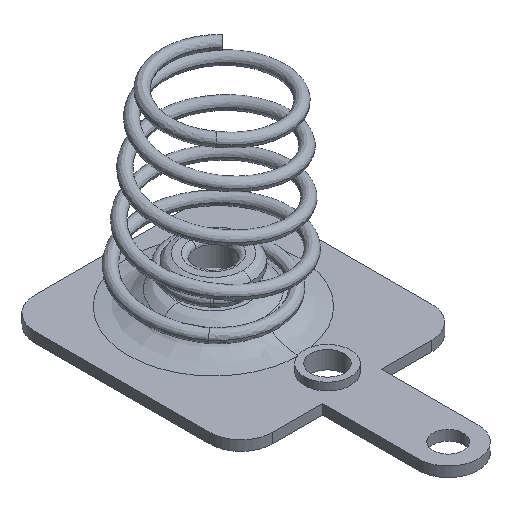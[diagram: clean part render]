
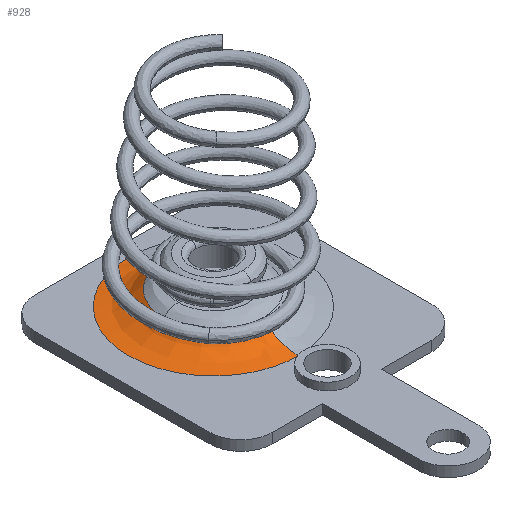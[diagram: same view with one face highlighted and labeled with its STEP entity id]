
A CAD part, isometric view. The second image highlights one B-rep face of the part: STEP entity #928.
In plain terms, the highlighted free-form (B-spline) face has degree [3, 3] with [4, 4] control points.
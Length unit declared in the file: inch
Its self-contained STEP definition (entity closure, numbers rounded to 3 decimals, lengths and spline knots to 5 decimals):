
#31 = CARTESIAN_POINT ( 'NONE',  ( -0.31968, -0.01423, -0.01435 ) ) ;
#77 = ORIENTED_EDGE ( 'NONE', *, *, #1565, .F. ) ;
#79 = CARTESIAN_POINT ( 'NONE',  ( -0.26582, 0.01258, -0.01435 ) ) ;
#97 = CARTESIAN_POINT ( 'NONE',  ( -0.2653, 0.29675, -0.01435 ) ) ;
#224 = CARTESIAN_POINT ( 'NONE',  ( 0.01861, 0.15414, 0.01548 ) ) ;
#322 = CARTESIAN_POINT ( 'NONE',  ( 0.01879, 0.25273, 0.01548 ) ) ;
#388 = CARTESIAN_POINT ( 'NONE',  ( -0.31906, 0.32375, -0.01435 ) ) ;
#465 = VERTEX_POINT ( 'NONE', #4414 ) ;
#474 = AXIS2_PLACEMENT_3D ( 'NONE', #224, #3347, #2363 ) ;
#651 = ORIENTED_EDGE ( 'NONE', *, *, #4064, .T. ) ;
#738 = DIRECTION ( 'NONE',  ( 0.002, 1., 0. ) ) ;
#749 = CARTESIAN_POINT ( 'NONE',  ( 0.0183, -0.01485, -0.01435 ) ) ;
#766 = CIRCLE ( 'NONE', #834, 0.098 ) ;
#773 = CARTESIAN_POINT ( 'NONE',  ( -0.17839, 0.25309, 0.01548 ) ) ;
#834 = AXIS2_PLACEMENT_3D ( 'NONE', #1267, #3678, #1693 ) ;
#837 = CARTESIAN_POINT ( 'NONE',  ( 0.01892, 0.32313, -0.01435 ) ) ;
#928 = ADVANCED_FACE ( 'NONE', ( #1798 ), #4134, .F. ) ;
#1048 = CARTESIAN_POINT ( 'NONE',  ( -0.21622, 0.03726, -0.00385 ) ) ;
#1059 = AXIS2_PLACEMENT_3D ( 'NONE', #4326, #2847, #3985 ) ;
#1095 = CARTESIAN_POINT ( 'NONE',  ( -0.21579, 0.27188, -0.00385 ) ) ;
#1104 = DIRECTION ( 'NONE',  ( -1., 0.002, 0. ) ) ;
#1164 = ORIENTED_EDGE ( 'NONE', *, *, #4087, .F. ) ;
#1176 = EDGE_CURVE ( 'NONE', #1881, #465, #2100, .T. ) ;
#1267 = CARTESIAN_POINT ( 'NONE',  ( 0.0183, -0.01485, 0.08365 ) ) ;
#1297 = EDGE_CURVE ( 'NONE', #2373, #2393, #1420, .T. ) ;
#1394 = ORIENTED_EDGE ( 'NONE', *, *, #1297, .F. ) ;
#1400 = EDGE_LOOP ( 'NONE', ( #77, #4156, #651, #1394, #1164 ) ) ;
#1412 = CARTESIAN_POINT ( 'NONE',  ( -0.17875, 0.05591, 0.01548 ) ) ;
#1420 = CIRCLE ( 'NONE', #1059, 0.09859 ) ;
#1565 = EDGE_CURVE ( 'NONE', #1881, #4466, #4178, .T. ) ;
#1693 = DIRECTION ( 'NONE',  ( -0.002, -1., 0. ) ) ;
#1731 = CARTESIAN_POINT ( 'NONE',  ( 0.01835, 0.01206, -0.01435 ) ) ;
#1745 = CARTESIAN_POINT ( 'NONE',  ( -0.31968, -0.01423, -0.01435 ) ) ;
#1770 = CARTESIAN_POINT ( 'NONE',  ( 0.01839, 0.03683, -0.00385 ) ) ;
#1793 = CARTESIAN_POINT ( 'NONE',  ( 0.0183, -0.01485, -0.01435 ) ) ;
#1798 = FACE_OUTER_BOUND ( 'NONE', #1400, .T. ) ;
#1881 = VERTEX_POINT ( 'NONE', #837 ) ;
#2070 = CIRCLE ( 'NONE', #474, 0.09859 ) ;
#2100 =( BOUNDED_CURVE ( )  B_SPLINE_CURVE ( 3, ( #3144, #4199, #1745, #1793 ),
 .UNSPECIFIED., .F., .F. ) 
 B_SPLINE_CURVE_WITH_KNOTS ( ( 4, 4 ),
 ( 0., 1. ),
 .UNSPECIFIED. ) 
 CURVE ( )  GEOMETRIC_REPRESENTATION_ITEM ( )  RATIONAL_B_SPLINE_CURVE ( ( 1., 0.333, 0.333, 1. ) ) 
 REPRESENTATION_ITEM ( '' )  );
#2204 = AXIS2_PLACEMENT_3D ( 'NONE', #3839, #1104, #738 ) ;
#2363 = DIRECTION ( 'NONE',  ( -0.002, -1., 0. ) ) ;
#2373 = VERTEX_POINT ( 'NONE', #2792 ) ;
#2393 = VERTEX_POINT ( 'NONE', #2481 ) ;
#2416 = CARTESIAN_POINT ( 'NONE',  ( 0.01892, 0.32313, -0.01435 ) ) ;
#2481 = CARTESIAN_POINT ( 'NONE',  ( 0.01843, 0.05555, 0.01548 ) ) ;
#2792 = CARTESIAN_POINT ( 'NONE',  ( -0.07998, 0.15432, 0.01548 ) ) ;
#2815 = CARTESIAN_POINT ( 'NONE',  ( 0.01882, 0.27145, -0.00385 ) ) ;
#2847 = DIRECTION ( 'NONE',  ( 0., 0., 1. ) ) ;
#3144 = CARTESIAN_POINT ( 'NONE',  ( 0.01892, 0.32313, -0.01435 ) ) ;
#3347 = DIRECTION ( 'NONE',  ( 0., 0., 1. ) ) ;
#3678 = DIRECTION ( 'NONE',  ( 1., -0.002, 0. ) ) ;
#3784 = CARTESIAN_POINT ( 'NONE',  ( 0.01887, 0.29622, -0.01435 ) ) ;
#3830 = CARTESIAN_POINT ( 'NONE',  ( 0.01879, 0.25273, 0.01548 ) ) ;
#3839 = CARTESIAN_POINT ( 'NONE',  ( 0.01892, 0.32313, 0.08365 ) ) ;
#3850 = CARTESIAN_POINT ( 'NONE',  ( 0.01843, 0.05555, 0.01548 ) ) ;
#3985 = DIRECTION ( 'NONE',  ( -0.002, -1., 0. ) ) ;
#4064 = EDGE_CURVE ( 'NONE', #465, #2393, #766, .T. ) ;
#4087 = EDGE_CURVE ( 'NONE', #4466, #2373, #2070, .T. ) ;
#4134 =( BOUNDED_SURFACE ( )  B_SPLINE_SURFACE ( 3, 3, ( 
 ( #2416, #388, #31, #749 ),
 ( #3784, #97, #79, #1731 ),
 ( #2815, #1095, #1048, #1770 ),
 ( #3830, #773, #1412, #3850 ) ),
 .UNSPECIFIED., .F., .F., .T. ) 
 B_SPLINE_SURFACE_WITH_KNOTS ( ( 4, 4 ),
 ( 4, 4 ),
 ( 0., 1. ),
 ( 0., 1. ),
 .UNSPECIFIED. ) 
 GEOMETRIC_REPRESENTATION_ITEM ( )  RATIONAL_B_SPLINE_SURFACE ( (
 ( 1., 0.333, 0.333, 1.),
 ( 0.947, 0.316, 0.316, 0.947),
 ( 0.947, 0.316, 0.316, 0.947),
 ( 1., 0.333, 0.333, 1.) ) ) 
 REPRESENTATION_ITEM ( '' )  SURFACE ( )  );
#4156 = ORIENTED_EDGE ( 'NONE', *, *, #1176, .T. ) ;
#4178 = CIRCLE ( 'NONE', #2204, 0.098 ) ;
#4199 = CARTESIAN_POINT ( 'NONE',  ( -0.31906, 0.32375, -0.01435 ) ) ;
#4326 = CARTESIAN_POINT ( 'NONE',  ( 0.01861, 0.15414, 0.01548 ) ) ;
#4414 = CARTESIAN_POINT ( 'NONE',  ( 0.0183, -0.01485, -0.01435 ) ) ;
#4466 = VERTEX_POINT ( 'NONE', #322 ) ;
